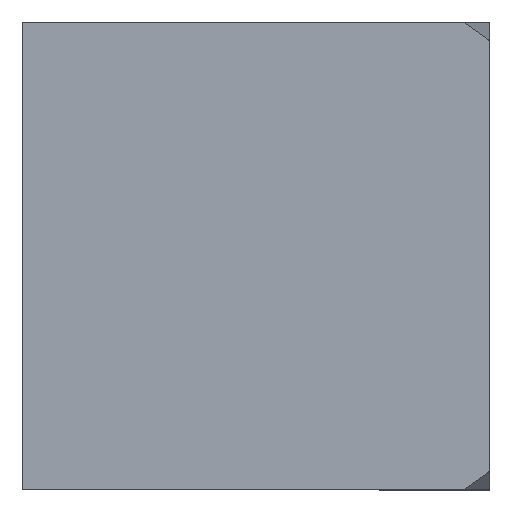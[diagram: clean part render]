
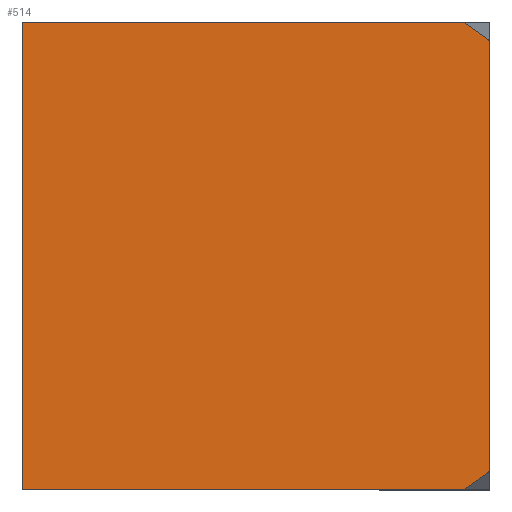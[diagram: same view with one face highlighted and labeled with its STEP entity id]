
A CAD part, front view. The second image highlights one B-rep face of the part: STEP entity #514.
In plain terms, the highlighted face is planar.
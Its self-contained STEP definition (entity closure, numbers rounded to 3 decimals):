
#9 = EDGE_LOOP ( 'NONE', ( #317, #337, #651, #497, #529, #664 ) ) ;
#14 = LINE ( 'NONE', #262, #598 ) ;
#57 = PLANE ( 'NONE',  #646 ) ;
#90 = CARTESIAN_POINT ( 'NONE',  ( -5.2, -6.35, 7.5 ) ) ;
#103 = CARTESIAN_POINT ( 'NONE',  ( -5.2, -6.35, -4.493 ) ) ;
#111 = VERTEX_POINT ( 'NONE', #154 ) ;
#115 = CARTESIAN_POINT ( 'NONE',  ( -5.2, 6.35, 7.5 ) ) ;
#119 = LINE ( 'NONE', #236, #434 ) ;
#125 = EDGE_CURVE ( 'NONE', #369, #331, #149, .T. ) ;
#149 = LINE ( 'NONE', #578, #192 ) ;
#154 = CARTESIAN_POINT ( 'NONE',  ( -5.2, 6.35, 7.5 ) ) ;
#183 = DIRECTION ( 'NONE',  ( 1., 0., 0. ) ) ;
#192 = VECTOR ( 'NONE', #391, 1000. ) ;
#236 = CARTESIAN_POINT ( 'NONE',  ( -5.2, 6.35, 7.5 ) ) ;
#262 = CARTESIAN_POINT ( 'NONE',  ( -5.2, -8.301, -1.733 ) ) ;
#290 = DIRECTION ( 'NONE',  ( 0., 0., 1. ) ) ;
#294 = CARTESIAN_POINT ( 'NONE',  ( -5.2, 6.35, -5.2 ) ) ;
#317 = ORIENTED_EDGE ( 'NONE', *, *, #433, .T. ) ;
#331 = VERTEX_POINT ( 'NONE', #90 ) ;
#337 = ORIENTED_EDGE ( 'NONE', *, *, #680, .T. ) ;
#358 = CARTESIAN_POINT ( 'NONE',  ( -5.2, 6.35, 7.5 ) ) ;
#369 = VERTEX_POINT ( 'NONE', #103 ) ;
#386 = EDGE_CURVE ( 'NONE', #733, #111, #119, .T. ) ;
#391 = DIRECTION ( 'NONE',  ( 0., 0., 1. ) ) ;
#400 = VECTOR ( 'NONE', #482, 1000. ) ;
#408 = DIRECTION ( 'NONE',  ( 0., -1., 0. ) ) ;
#410 = VERTEX_POINT ( 'NONE', #538 ) ;
#416 = DIRECTION ( 'NONE',  ( 0., 0., -1. ) ) ;
#430 = CARTESIAN_POINT ( 'NONE',  ( -5.2, 5.85, -5.2 ) ) ;
#433 = EDGE_CURVE ( 'NONE', #673, #410, #760, .T. ) ;
#434 = VECTOR ( 'NONE', #290, 1000. ) ;
#443 = VECTOR ( 'NONE', #408, 1000. ) ;
#481 = EDGE_CURVE ( 'NONE', #111, #331, #525, .T. ) ;
#482 = DIRECTION ( 'NONE',  ( 0., -0.577, -0.816 ) ) ;
#495 = DIRECTION ( 'NONE',  ( 0., -0.577, 0.816 ) ) ;
#497 = ORIENTED_EDGE ( 'NONE', *, *, #481, .F. ) ;
#504 = LINE ( 'NONE', #551, #400 ) ;
#514 = ADVANCED_FACE ( 'NONE', ( #749 ), #57, .F. ) ;
#525 = LINE ( 'NONE', #358, #662 ) ;
#529 = ORIENTED_EDGE ( 'NONE', *, *, #386, .F. ) ;
#530 = DIRECTION ( 'NONE',  ( 0., -1., 0. ) ) ;
#538 = CARTESIAN_POINT ( 'NONE',  ( -5.2, -5.85, -5.2 ) ) ;
#549 = EDGE_CURVE ( 'NONE', #733, #673, #504, .T. ) ;
#551 = CARTESIAN_POINT ( 'NONE',  ( -5.2, 8.635, -1.262 ) ) ;
#578 = CARTESIAN_POINT ( 'NONE',  ( -5.2, -6.35, 7.5 ) ) ;
#598 = VECTOR ( 'NONE', #495, 1000. ) ;
#612 = CARTESIAN_POINT ( 'NONE',  ( -5.2, 6.35, -4.493 ) ) ;
#646 = AXIS2_PLACEMENT_3D ( 'NONE', #115, #183, #416 ) ;
#651 = ORIENTED_EDGE ( 'NONE', *, *, #125, .T. ) ;
#662 = VECTOR ( 'NONE', #530, 1000. ) ;
#664 = ORIENTED_EDGE ( 'NONE', *, *, #549, .T. ) ;
#673 = VERTEX_POINT ( 'NONE', #430 ) ;
#680 = EDGE_CURVE ( 'NONE', #410, #369, #14, .T. ) ;
#733 = VERTEX_POINT ( 'NONE', #612 ) ;
#749 = FACE_OUTER_BOUND ( 'NONE', #9, .T. ) ;
#760 = LINE ( 'NONE', #294, #443 ) ;
